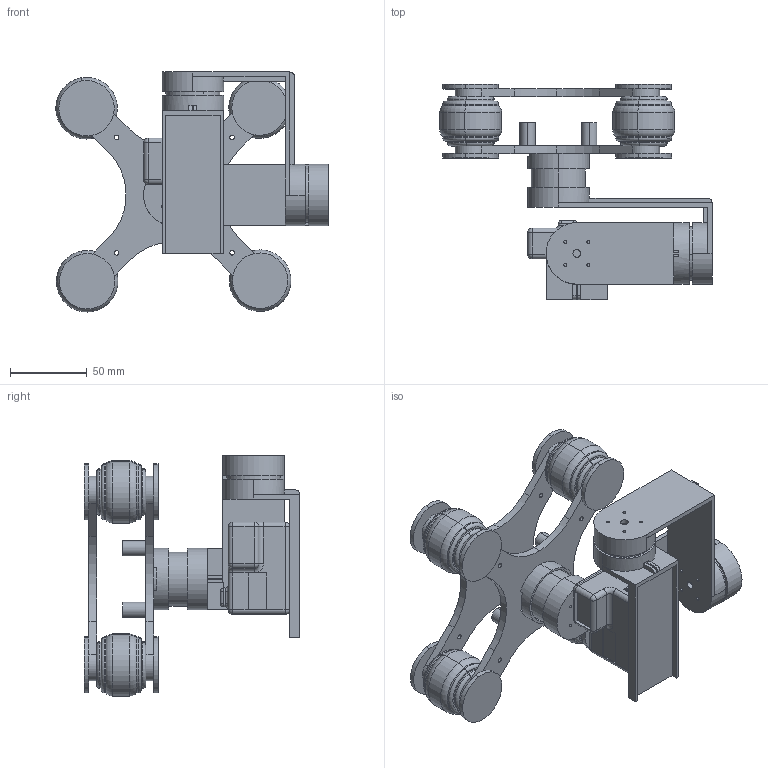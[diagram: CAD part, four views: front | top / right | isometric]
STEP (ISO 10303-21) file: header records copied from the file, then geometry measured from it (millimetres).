
FILE_DESCRIPTION (( 'STEP AP203' ), '1' );
FILE_NAME ('assembled gimbal.STEP', '2019-06-03T11:40:44', ( '' ), ( '' ), 'SwSTEP 2.0', 'SolidWorks 2018', '' );
FILE_SCHEMA (( 'CONFIG_CONTROL_DESIGN' ));
Length unit declared in the file: millimetre
Products named in the file (9): holder1; damber; holder12; assembled gimbal; camera; gimbal damber holder bottom; center; gimbal damber holder; holder2
Assembly tree (12 placements, depth 2):
  assembled gimbal
    gimbal damber holder
    damber  x4
    gimbal damber holder bottom
    holder1
    center  x2
    holder12
    holder2
    camera
Bounding box: 177.05 x 140 x 156.01 mm (x, y, z)
Volume: 442450.8 mm3; surface area: 166658.5 mm2
Topology: 12 solids, 12 shells, 571 faces, 1360 edges, 839 vertices
Faces by surface type: cylinder 309, plane 188, torus 59, sphere 15
Entity records: 14437 total; most frequent: DIRECTION 2508, CARTESIAN_POINT 2292, ORIENTED_EDGE 2174, EDGE_CURVE 1087, AXIS2_PLACEMENT_3D 979, VERTEX_POINT 683, EDGE_LOOP 570, VECTOR 550
